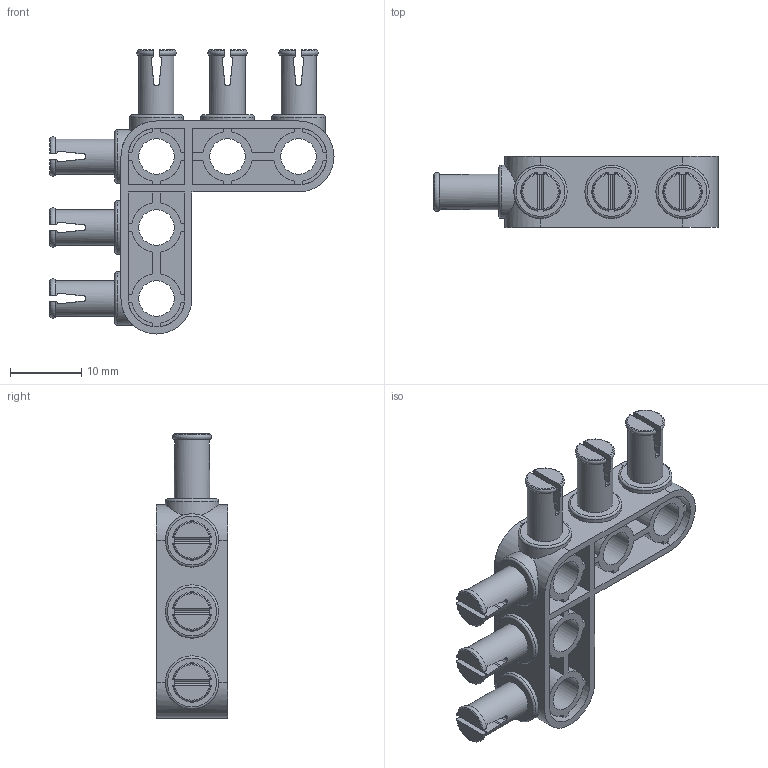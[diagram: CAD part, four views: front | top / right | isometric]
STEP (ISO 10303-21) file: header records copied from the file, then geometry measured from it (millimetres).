
FILE_DESCRIPTION(/* description */ (''),/* implementation_level */ '2;1');
FILE_NAME(/* name */ 'CT3x3.stp',/* time_stamp */ '2019-02-12T18:31:23+01:00',/* author */ ('Varga Daniel'),/* organization */ (''),/* preprocessor_version */ 'ST-DEVELOPER v17.2',/* originating_system */ 'Autodesk Inventor 2019',/* authorisation */ '');
FILE_SCHEMA (('AUTOMOTIVE_DESIGN { 1 0 10303 214 3 1 1 }'));
Length unit declared in the file: millimetre
Products named in the file (1): CT3x3
Bounding box: 40 x 10 x 40 mm (x, y, z)
Volume: 3490 mm3; surface area: 5741.9 mm2
Topology: 1 solids, 1 shells, 353 faces, 1019 edges, 682 vertices
Faces by surface type: plane 208, cylinder 115, torus 30
Full cylindrical faces by diameter (mm): 5 x11, 7.5 x6
Entity records: 13110 total; most frequent: CARTESIAN_POINT 3418, ORIENTED_EDGE 2038, DIRECTION 1844, EDGE_CURVE 1019, VERTEX_POINT 682, AXIS2_PLACEMENT_3D 621, LINE 602, VECTOR 602
